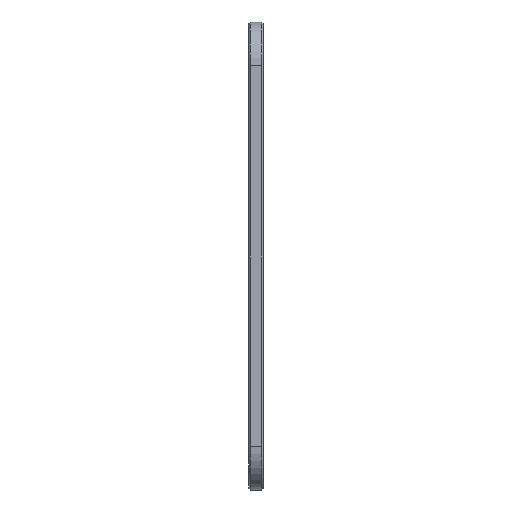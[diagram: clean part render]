
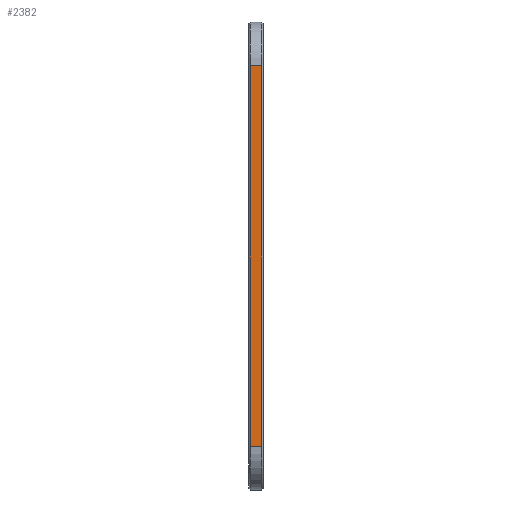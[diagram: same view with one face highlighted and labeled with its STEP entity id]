
A CAD part, left-side view. The second image highlights one B-rep face of the part: STEP entity #2382.
In plain terms, the highlighted planar face has unit normal (-1, 0, 0).
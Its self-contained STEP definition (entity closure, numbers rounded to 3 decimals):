
#92 = EDGE_CURVE ( 'NONE', #14969, #12711, #14022, .T. ) ;
#1387 = EDGE_CURVE ( 'NONE', #6673, #2012, #4380, .T. ) ;
#1415 = CARTESIAN_POINT ( 'NONE',  ( -65., 4.5, -145. ) ) ;
#1437 = CARTESIAN_POINT ( 'NONE',  ( -65., 5., -15. ) ) ;
#2012 = VERTEX_POINT ( 'NONE', #8827 ) ;
#2382 = ADVANCED_FACE ( 'NONE', ( #8149 ), #12238, .F. ) ;
#2706 = EDGE_LOOP ( 'NONE', ( #7415, #6269, #13776, #4725 ) ) ;
#2839 = VECTOR ( 'NONE', #6437, 1000. ) ;
#3856 = AXIS2_PLACEMENT_3D ( 'NONE', #8389, #13307, #10766 ) ;
#4380 = LINE ( 'NONE', #11761, #11370 ) ;
#4725 = ORIENTED_EDGE ( 'NONE', *, *, #92, .T. ) ;
#5643 = CARTESIAN_POINT ( 'NONE',  ( -65., 4.5, -145. ) ) ;
#6065 = CARTESIAN_POINT ( 'NONE',  ( -65., 0.5, -145. ) ) ;
#6224 = CARTESIAN_POINT ( 'NONE',  ( -65., 5., -145. ) ) ;
#6269 = ORIENTED_EDGE ( 'NONE', *, *, #1387, .T. ) ;
#6392 = LINE ( 'NONE', #6224, #14461 ) ;
#6437 = DIRECTION ( 'NONE',  ( 0., -1., 0. ) ) ;
#6673 = VERTEX_POINT ( 'NONE', #6065 ) ;
#7217 = DIRECTION ( 'NONE',  ( 0., 0., 1. ) ) ;
#7415 = ORIENTED_EDGE ( 'NONE', *, *, #11262, .T. ) ;
#7661 = LINE ( 'NONE', #1437, #2839 ) ;
#8149 = FACE_OUTER_BOUND ( 'NONE', #2706, .T. ) ;
#8389 = CARTESIAN_POINT ( 'NONE',  ( -65., 5., -145. ) ) ;
#8827 = CARTESIAN_POINT ( 'NONE',  ( -65., 0.5, -15. ) ) ;
#9360 = VECTOR ( 'NONE', #12632, 1000. ) ;
#10766 = DIRECTION ( 'NONE',  ( 0., 0., -1. ) ) ;
#11262 = EDGE_CURVE ( 'NONE', #12711, #6673, #6392, .T. ) ;
#11370 = VECTOR ( 'NONE', #7217, 1000. ) ;
#11761 = CARTESIAN_POINT ( 'NONE',  ( -65., 0.5, -145. ) ) ;
#12238 = PLANE ( 'NONE',  #3856 ) ;
#12632 = DIRECTION ( 'NONE',  ( 0., 0., -1. ) ) ;
#12711 = VERTEX_POINT ( 'NONE', #5643 ) ;
#13307 = DIRECTION ( 'NONE',  ( 1., 0., 0. ) ) ;
#13776 = ORIENTED_EDGE ( 'NONE', *, *, #14311, .F. ) ;
#14022 = LINE ( 'NONE', #1415, #9360 ) ;
#14311 = EDGE_CURVE ( 'NONE', #14969, #2012, #7661, .T. ) ;
#14461 = VECTOR ( 'NONE', #14821, 1000. ) ;
#14579 = CARTESIAN_POINT ( 'NONE',  ( -65., 4.5, -15. ) ) ;
#14821 = DIRECTION ( 'NONE',  ( 0., -1., 0. ) ) ;
#14969 = VERTEX_POINT ( 'NONE', #14579 ) ;
